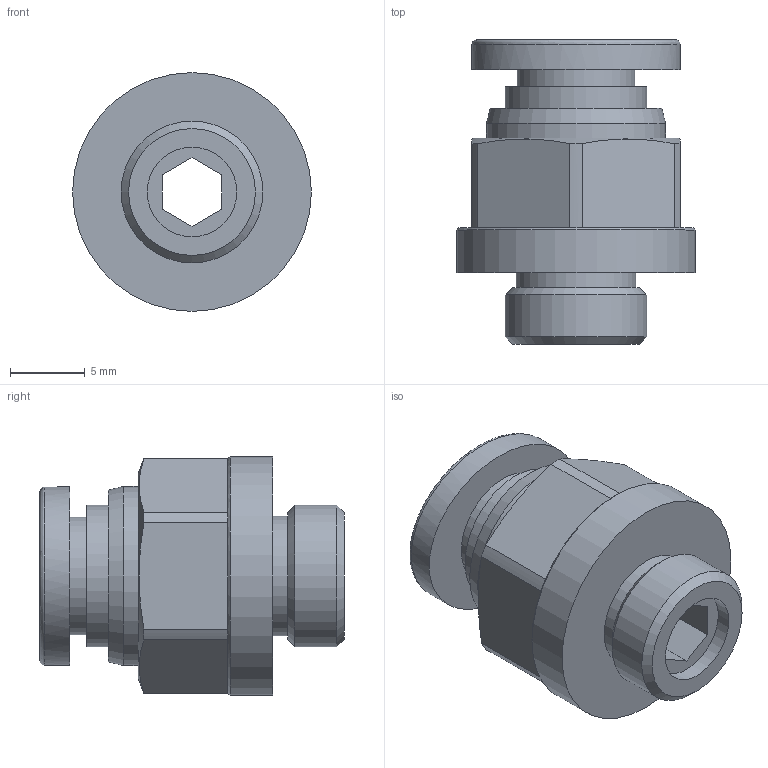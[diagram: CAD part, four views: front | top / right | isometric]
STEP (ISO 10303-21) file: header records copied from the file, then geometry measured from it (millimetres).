
FILE_DESCRIPTION(/* description */ ('Unknown'),/* implementation_level */ '2;1');
FILE_NAME(/* name */ 'P1G.1;4.1;8',/* time_stamp */ '2022-02-14T08:38:35-05:00',/* author */ ('Unknown'),/* organization */ ('Unknown'),/* preprocessor_version */ 'ST-DEVELOPER v16.7',/* originating_system */ 'Solid Edge',/* authorisation */ 'Unknown');
FILE_SCHEMA (('AUTOMOTIVE_DESIGN {1 0 10303 214 3 1 1}'));
Length unit declared in the file: millimetre
Products named in the file (1): P1G.1;4.1;8
Bounding box: 16 x 20.4 x 16 mm (x, y, z)
Volume: 1961.1 mm3; surface area: 1728.5 mm2
Topology: 1 solids, 1 shells, 50 faces, 105 edges, 65 vertices
Faces by surface type: plane 28, cylinder 14, cone 6, bspline 2
Full cylindrical faces by diameter (mm): 6 x1, 6.55 x1, 7.9 x1, 8 x1, 9.5 x2, 12 x1, 16 x1
Entity records: 1812 total; most frequent: CARTESIAN_POINT 452, DIRECTION 214, ORIENTED_EDGE 168, AXIS2_PLACEMENT_3D 89, EDGE_CURVE 84, EDGE_LOOP 76, FACE_BOUND 76, VERTEX_POINT 60
